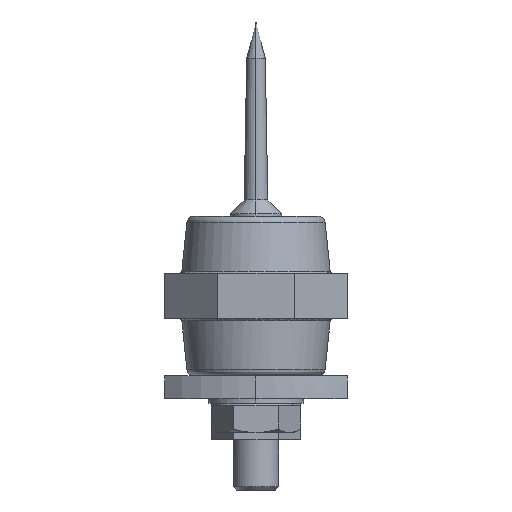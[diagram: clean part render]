
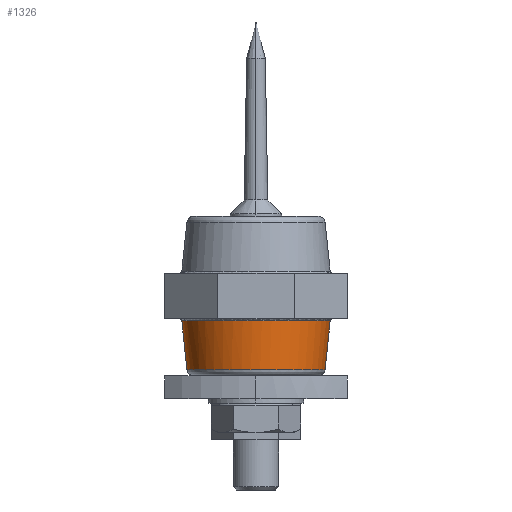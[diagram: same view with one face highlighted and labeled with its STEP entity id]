
A CAD part, left-side view. The second image highlights one B-rep face of the part: STEP entity #1326.
In plain terms, the highlighted free-form (B-spline) face has degree [2, 1] with [9, 2] control points.
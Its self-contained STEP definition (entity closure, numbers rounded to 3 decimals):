
#1326=ADVANCED_FACE('',(#2386),#15358,.T.);
#2386=FACE_OUTER_BOUND('',#3660,.T.);
#3660=EDGE_LOOP('',(#8129,#8130,#8131,#8132));
#8129=ORIENTED_EDGE('',*,*,#10708,.T.);
#8130=ORIENTED_EDGE('',*,*,#10730,.F.);
#8131=ORIENTED_EDGE('',*,*,#10696,.F.);
#8132=ORIENTED_EDGE('',*,*,#10731,.F.);
#10696=EDGE_CURVE('',#14771,#14772,#11816,.T.);
#10708=EDGE_CURVE('',#14784,#14785,#11822,.T.);
#10730=EDGE_CURVE('',#14772,#14785,#13223,.T.);
#10731=EDGE_CURVE('',#14784,#14771,#13224,.T.);
#11816=(
BOUNDED_CURVE()
B_SPLINE_CURVE(2,(#36388,#36389,#36390,#36391,#36392),.UNSPECIFIED.,.F.,
 .F.)
B_SPLINE_CURVE_WITH_KNOTS((3,2,3),(-47.563,-23.782,0.),
 .UNSPECIFIED.)
CURVE()
GEOMETRIC_REPRESENTATION_ITEM()
RATIONAL_B_SPLINE_CURVE((1.,0.707,1.,0.707,1.))
REPRESENTATION_ITEM('')
);
#11822=(
BOUNDED_CURVE()
B_SPLINE_CURVE(2,(#36424,#36425,#36426,#36427,#36428),.UNSPECIFIED.,.F.,
 .F.)
B_SPLINE_CURVE_WITH_KNOTS((3,2,3),(-51.061,-25.531,
0.),.UNSPECIFIED.)
CURVE()
GEOMETRIC_REPRESENTATION_ITEM()
RATIONAL_B_SPLINE_CURVE((1.,0.707,1.,0.707,1.))
REPRESENTATION_ITEM('')
);
#13223=B_SPLINE_CURVE_WITH_KNOTS('',1,(#36485,#36486),.UNSPECIFIED.,.F.,
 .F.,(2,2),(0.,10.765),.UNSPECIFIED.);
#13224=B_SPLINE_CURVE_WITH_KNOTS('',1,(#36487,#36488),.UNSPECIFIED.,.F.,
 .F.,(2,2),(-10.765,0.),.UNSPECIFIED.);
#14771=VERTEX_POINT('',#36333);
#14772=VERTEX_POINT('',#36334);
#14784=VERTEX_POINT('',#36346);
#14785=VERTEX_POINT('',#36347);
#15358=(
BOUNDED_SURFACE()
B_SPLINE_SURFACE(2,1,((#35908,#35909),(#35910,#35911),(#35912,#35913),(#35914,
#35915),(#35916,#35917),(#35918,#35919),(#35920,#35921),(#35922,#35923),
(#35924,#35925)),.UNSPECIFIED.,.T.,.F.,.F.)
B_SPLINE_SURFACE_WITH_KNOTS((3,2,2,2,3),(2,2),(0.,1.571,3.142,
4.712,6.283),(0.,12.92),.UNSPECIFIED.)
GEOMETRIC_REPRESENTATION_ITEM()
RATIONAL_B_SPLINE_SURFACE(((1.,1.),(0.707,0.707),
(1.,1.),(0.707,0.707),(1.,1.),(0.707,
0.707),(1.,1.),(0.707,0.707),(1.,1.)))
REPRESENTATION_ITEM('')
SURFACE()
);
#35908=CARTESIAN_POINT('',(35.028,-0.028,5.273));
#35909=CARTESIAN_POINT('',(36.365,-0.028,18.124));
#35910=CARTESIAN_POINT('',(35.028,15.,5.273));
#35911=CARTESIAN_POINT('',(36.365,16.337,18.124));
#35912=CARTESIAN_POINT('',(20.,15.,5.273));
#35913=CARTESIAN_POINT('',(20.,16.337,18.124));
#35914=CARTESIAN_POINT('',(4.972,15.,5.273));
#35915=CARTESIAN_POINT('',(3.635,16.337,18.124));
#35916=CARTESIAN_POINT('',(4.972,-0.028,5.273));
#35917=CARTESIAN_POINT('',(3.635,-0.028,18.124));
#35918=CARTESIAN_POINT('',(4.972,-15.056,5.273));
#35919=CARTESIAN_POINT('',(3.635,-16.393,18.124));
#35920=CARTESIAN_POINT('',(20.,-15.056,5.273));
#35921=CARTESIAN_POINT('',(20.,-16.393,18.124));
#35922=CARTESIAN_POINT('',(35.028,-15.056,5.273));
#35923=CARTESIAN_POINT('',(36.365,-16.393,18.124));
#35924=CARTESIAN_POINT('',(35.028,-0.028,5.273));
#35925=CARTESIAN_POINT('',(36.365,-0.028,18.124));
#36333=CARTESIAN_POINT('',(20.,-15.168,6.345));
#36334=CARTESIAN_POINT('',(20.,15.112,6.345));
#36346=CARTESIAN_POINT('',(20.,-16.281,17.052));
#36347=CARTESIAN_POINT('',(20.,16.225,17.052));
#36388=CARTESIAN_POINT('',(20.,-15.168,6.345));
#36389=CARTESIAN_POINT('',(4.86,-15.168,6.345));
#36390=CARTESIAN_POINT('',(4.86,-0.028,6.345));
#36391=CARTESIAN_POINT('',(4.86,15.112,6.345));
#36392=CARTESIAN_POINT('',(20.,15.112,6.345));
#36424=CARTESIAN_POINT('',(20.,-16.281,17.052));
#36425=CARTESIAN_POINT('',(3.747,-16.281,17.052));
#36426=CARTESIAN_POINT('',(3.747,-0.028,17.052));
#36427=CARTESIAN_POINT('',(3.747,16.225,17.052));
#36428=CARTESIAN_POINT('',(20.,16.225,17.052));
#36485=CARTESIAN_POINT('',(20.,15.112,6.345));
#36486=CARTESIAN_POINT('',(20.,16.225,17.052));
#36487=CARTESIAN_POINT('',(20.,-16.281,17.052));
#36488=CARTESIAN_POINT('',(20.,-15.168,6.345));
